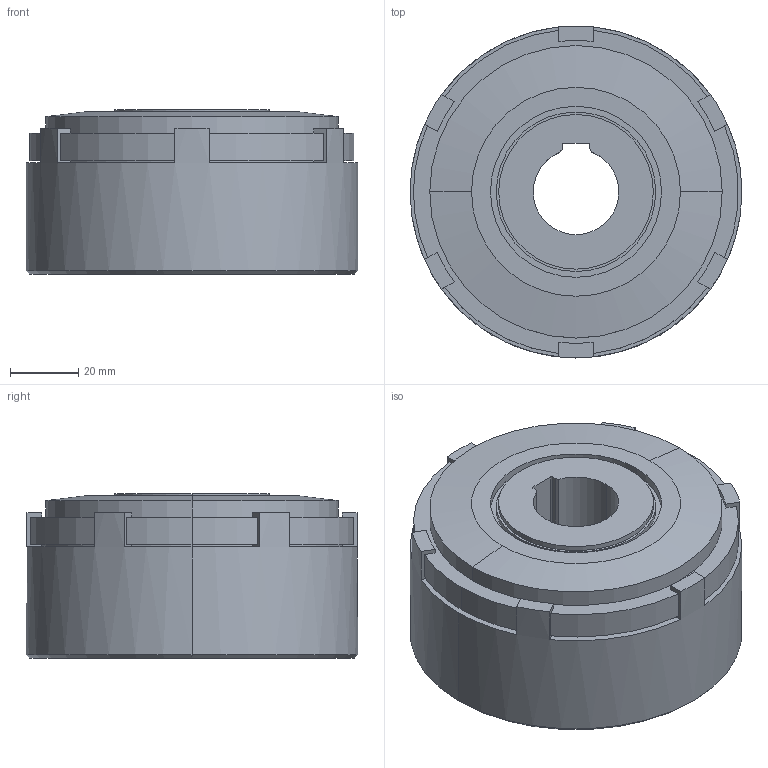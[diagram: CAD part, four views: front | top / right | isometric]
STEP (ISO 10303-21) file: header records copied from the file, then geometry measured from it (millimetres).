
FILE_DESCRIPTION (( 'STEP AP203' ), '1' );
FILE_NAME ('MDB 2.5N_236666（1体).STEP', '2016-03-04T01:54:14', ( ' ' ), ( '' ), 'SwSTEP 2.0', 'SolidWorks 2009', '' );
FILE_SCHEMA (( 'CONFIG_CONTROL_DESIGN' ));
Length unit declared in the file: millimetre
Products named in the file (1): MDB 2.5N_236666（1体)
Bounding box: 97 x 97 x 48 mm (x, y, z)
Volume: 279761 mm3; surface area: 37722.9 mm2
Topology: 1 solids, 1 shells, 115 faces, 288 edges, 190 vertices
Faces by surface type: cylinder 57, plane 52, cone 6
Entity records: 3567 total; most frequent: DIRECTION 652, CARTESIAN_POINT 594, ORIENTED_EDGE 576, EDGE_CURVE 288, AXIS2_PLACEMENT_3D 248, VERTEX_POINT 190, VECTOR 156, LINE 156
